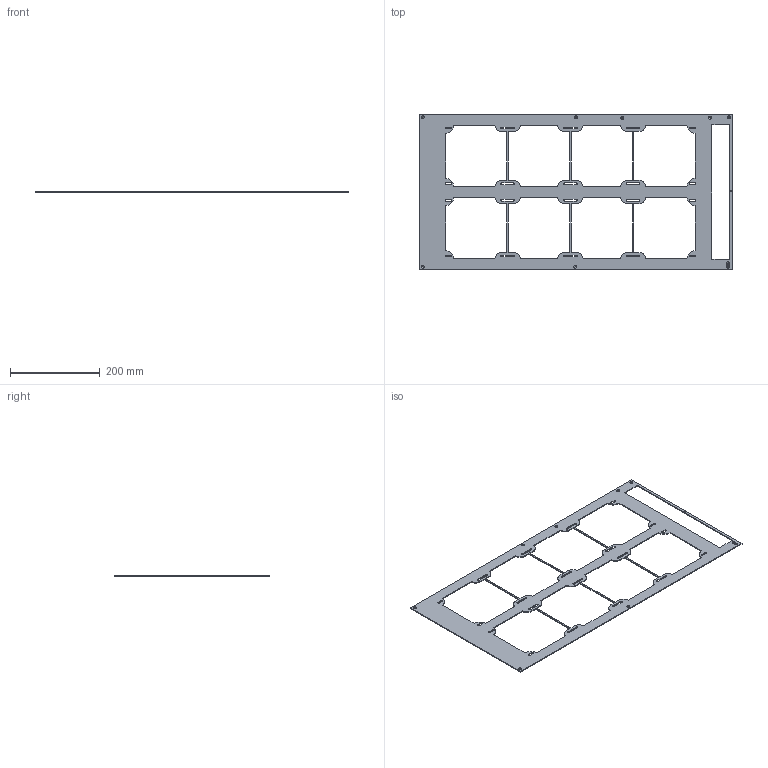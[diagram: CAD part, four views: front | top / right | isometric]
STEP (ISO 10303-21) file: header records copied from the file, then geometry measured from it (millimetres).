
FILE_DESCRIPTION(/* description */ (''),/* implementation_level */ '2;1');
FILE_NAME(/* name */ 'top.step',/* time_stamp */ '2019-02-07T19:15:39+02:00',/* author */ ('nazarJKA8L'),/* organization */ (''),/* preprocessor_version */ 'ST-DEVELOPER v17.2',/* originating_system */ 'Autodesk Translation Framework v7.6.0.251',/* authorisation */ '');
FILE_SCHEMA (('AUTOMOTIVE_DESIGN { 1 0 10303 214 3 1 1 }'));
Length unit declared in the file: millimetre
Products named in the file (1): top
Bounding box: 700 x 347 x 2 mm (x, y, z)
Volume: 176874.4 mm3; surface area: 193148.3 mm2
Topology: 1 solids, 1 shells, 197 faces, 605 edges, 410 vertices
Faces by surface type: plane 106, cylinder 82, cone 9
Full cylindrical faces by diameter (mm): 3 x1, 3.4 x9
Entity records: 7030 total; most frequent: CARTESIAN_POINT 1213, ORIENTED_EDGE 1210, DIRECTION 1203, EDGE_CURVE 605, VERTEX_POINT 410, LINE 403, VECTOR 403, AXIS2_PLACEMENT_3D 400
